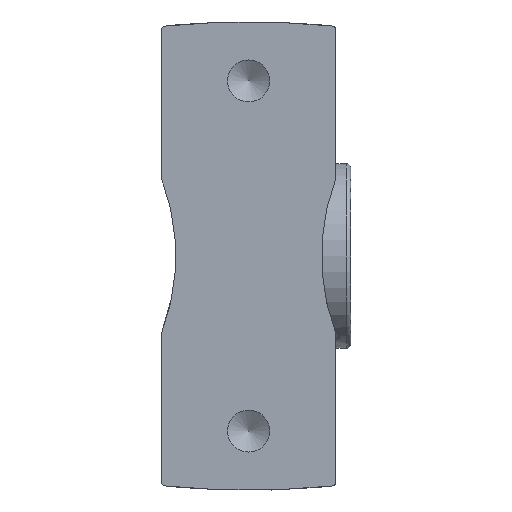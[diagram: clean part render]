
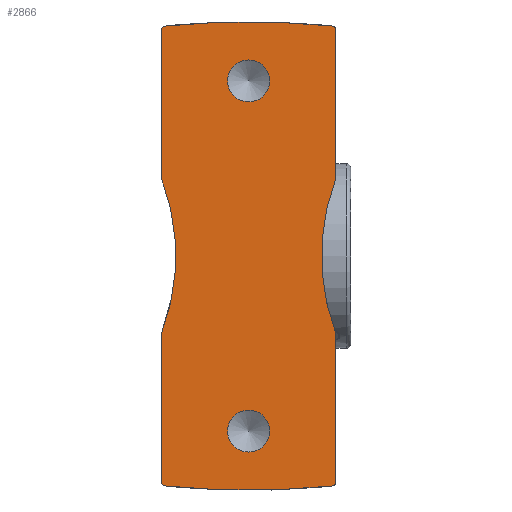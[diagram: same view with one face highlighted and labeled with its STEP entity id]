
A CAD part, front view. The second image highlights one B-rep face of the part: STEP entity #2866.
In plain terms, the highlighted face is planar.
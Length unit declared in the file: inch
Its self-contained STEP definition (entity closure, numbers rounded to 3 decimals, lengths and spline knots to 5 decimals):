
#871=PLANE('',#3082);
#902=CIRCLE('',#2983,0.18);
#904=CIRCLE('',#2987,0.18);
#925=CIRCLE('',#3021,6.9071);
#933=CIRCLE('',#3033,0.035);
#934=CIRCLE('',#3036,1.875);
#941=CIRCLE('',#3048,1.875);
#943=CIRCLE('',#3052,0.035);
#953=CIRCLE('',#3068,0.035);
#960=CIRCLE('',#3079,6.9071);
#961=CIRCLE('',#3081,0.035);
#1045=VECTOR('',#3395,1.);
#1054=VECTOR('',#3433,1.);
#1120=LINE('',#6101,#1045);
#1129=LINE('',#6287,#1054);
#1214=VERTEX_POINT('',#4076);
#1217=VERTEX_POINT('',#4083);
#1246=VERTEX_POINT('',#5905);
#1247=VERTEX_POINT('',#5907);
#1254=VERTEX_POINT('',#6096);
#1255=VERTEX_POINT('',#6100);
#1256=VERTEX_POINT('',#6104);
#1266=VERTEX_POINT('',#6239);
#1267=VERTEX_POINT('',#6241);
#1271=VERTEX_POINT('',#6286);
#1291=VERTEX_POINT('',#6773);
#1292=VERTEX_POINT('',#6776);
#1298=VERTEX_POINT('',#6876);
#1299=VERTEX_POINT('',#6880);
#1508=EDGE_CURVE('',#1214,#1214,#902,.T.);
#1510=EDGE_CURVE('',#1217,#1217,#904,.T.);
#1559=EDGE_CURVE('',#1247,#1246,#925,.T.);
#1574=EDGE_CURVE('',#1254,#1246,#933,.T.);
#1576=EDGE_CURVE('',#1254,#1255,#1120,.T.);
#1578=EDGE_CURVE('',#1255,#1256,#934,.T.);
#1594=EDGE_CURVE('',#1267,#1266,#941,.T.);
#1600=EDGE_CURVE('',#1271,#1266,#1129,.T.);
#1601=EDGE_CURVE('',#1247,#1271,#943,.T.);
#1628=EDGE_CURVE('',#1256,#1291,#1120,.T.);
#1630=EDGE_CURVE('',#1292,#1291,#953,.T.);
#1642=EDGE_CURVE('',#1292,#1298,#960,.T.);
#1644=EDGE_CURVE('',#1299,#1298,#961,.T.);
#1645=EDGE_CURVE('',#1267,#1299,#1129,.T.);
#2057=ORIENTED_EDGE('',*,*,#1508,.T.);
#2058=ORIENTED_EDGE('',*,*,#1510,.T.);
#2059=ORIENTED_EDGE('',*,*,#1644,.F.);
#2060=ORIENTED_EDGE('',*,*,#1645,.F.);
#2061=ORIENTED_EDGE('',*,*,#1594,.T.);
#2062=ORIENTED_EDGE('',*,*,#1600,.F.);
#2063=ORIENTED_EDGE('',*,*,#1601,.F.);
#2064=ORIENTED_EDGE('',*,*,#1559,.T.);
#2065=ORIENTED_EDGE('',*,*,#1574,.F.);
#2066=ORIENTED_EDGE('',*,*,#1576,.T.);
#2067=ORIENTED_EDGE('',*,*,#1578,.T.);
#2068=ORIENTED_EDGE('',*,*,#1628,.T.);
#2069=ORIENTED_EDGE('',*,*,#1630,.F.);
#2070=ORIENTED_EDGE('',*,*,#1642,.T.);
#2456=EDGE_LOOP('',(#2057));
#2457=EDGE_LOOP('',(#2058));
#2458=EDGE_LOOP('',(#2059,#2060,#2061,#2062,#2063,#2064,#2065,#2066,#2067,
#2068,#2069,#2070));
#2660=FACE_BOUND('',#2456,.T.);
#2661=FACE_BOUND('',#2457,.T.);
#2662=FACE_BOUND('',#2458,.T.);
#2866=ADVANCED_FACE('',(#2660,#2661,#2662),#871,.F.);
#2983=AXIS2_PLACEMENT_3D('',#4075,#3286,#3287);
#2987=AXIS2_PLACEMENT_3D('',#4082,#3294,#3295);
#3021=AXIS2_PLACEMENT_3D('',#5906,#3364,#3365);
#3033=AXIS2_PLACEMENT_3D('',#6097,#3391,#3392);
#3036=AXIS2_PLACEMENT_3D('',#6105,#3399,#3400);
#3048=AXIS2_PLACEMENT_3D('',#6240,#3426,#3427);
#3052=AXIS2_PLACEMENT_3D('',#6289,#3436,#3437);
#3068=AXIS2_PLACEMENT_3D('',#6777,#3474,#3475);
#3079=AXIS2_PLACEMENT_3D('',#6877,#3498,#3499);
#3081=AXIS2_PLACEMENT_3D('',#6881,#3503,#3504);
#3082=AXIS2_PLACEMENT_3D('',#6882,#3505,$);
#3286=DIRECTION('',(0.,0.,1.));
#3287=DIRECTION('',(0.18,0.,0.));
#3294=DIRECTION('',(0.,0.,1.));
#3295=DIRECTION('',(0.18,0.,0.));
#3364=DIRECTION('',(0.,0.,-1.));
#3365=DIRECTION('',(-6.907,0.,0.));
#3391=DIRECTION('',(0.,0.,1.));
#3392=DIRECTION('',(0.026,0.023,0.));
#3395=DIRECTION('',(0.,-1.,0.));
#3399=DIRECTION('',(0.,0.,1.));
#3400=DIRECTION('',(1.875,0.,0.));
#3426=DIRECTION('',(0.,0.,1.));
#3427=DIRECTION('',(-1.875,0.,0.));
#3433=DIRECTION('',(0.,-1.,0.));
#3436=DIRECTION('',(0.,0.,1.));
#3437=DIRECTION('',(-0.026,0.023,0.));
#3474=DIRECTION('',(0.,0.,1.));
#3475=DIRECTION('',(0.026,-0.023,0.));
#3498=DIRECTION('',(0.,0.,-1.));
#3499=DIRECTION('',(6.907,0.,0.));
#3503=DIRECTION('',(0.,0.,1.));
#3504=DIRECTION('',(-0.026,-0.023,0.));
#3505=DIRECTION('',(0.,0.,1.));
#4075=CARTESIAN_POINT('',(0.,-1.5,0.));
#4076=CARTESIAN_POINT('',(0.18,-1.5,0.));
#4082=CARTESIAN_POINT('',(0.,1.5,0.));
#4083=CARTESIAN_POINT('',(0.18,1.5,0.));
#5905=CARTESIAN_POINT('',(0.71666,1.97059,0.));
#5906=CARTESIAN_POINT('',(0.,-4.89922,0.));
#5907=CARTESIAN_POINT('',(-0.71666,1.97059,0.));
#6096=CARTESIAN_POINT('',(0.74803,1.93578,0.));
#6097=CARTESIAN_POINT('',(0.71303,1.93578,0.));
#6100=CARTESIAN_POINT('',(0.74803,0.66929,0.));
#6101=CARTESIAN_POINT('',(0.74803,1.96725,0.));
#6104=CARTESIAN_POINT('',(0.74803,-0.66929,0.));
#6105=CARTESIAN_POINT('',(2.49951,0.,0.));
#6239=CARTESIAN_POINT('',(-0.74803,0.66929,0.));
#6240=CARTESIAN_POINT('',(-2.49951,0.,0.));
#6241=CARTESIAN_POINT('',(-0.74803,-0.66929,0.));
#6286=CARTESIAN_POINT('',(-0.74803,1.93578,0.));
#6287=CARTESIAN_POINT('',(-0.74803,1.96725,0.));
#6289=CARTESIAN_POINT('',(-0.71303,1.93578,0.));
#6773=CARTESIAN_POINT('',(0.74803,-1.93578,0.));
#6776=CARTESIAN_POINT('',(0.71666,-1.97059,0.));
#6777=CARTESIAN_POINT('',(0.71303,-1.93578,0.));
#6876=CARTESIAN_POINT('',(-0.71666,-1.97059,0.));
#6877=CARTESIAN_POINT('',(0.,4.89922,0.));
#6880=CARTESIAN_POINT('',(-0.74803,-1.93578,0.));
#6881=CARTESIAN_POINT('',(-0.71303,-1.93578,0.));
#6882=CARTESIAN_POINT('',(0.37128,0.99496,0.));
